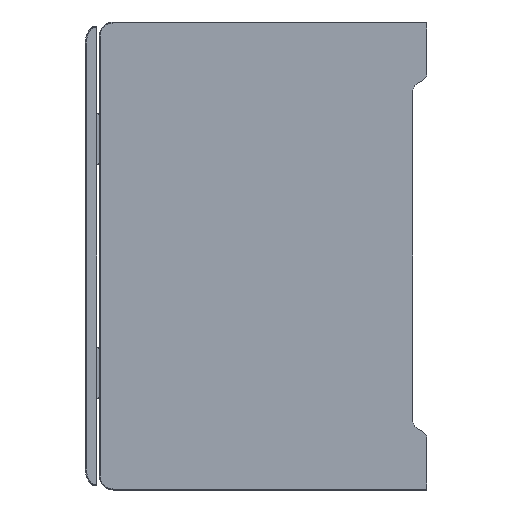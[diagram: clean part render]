
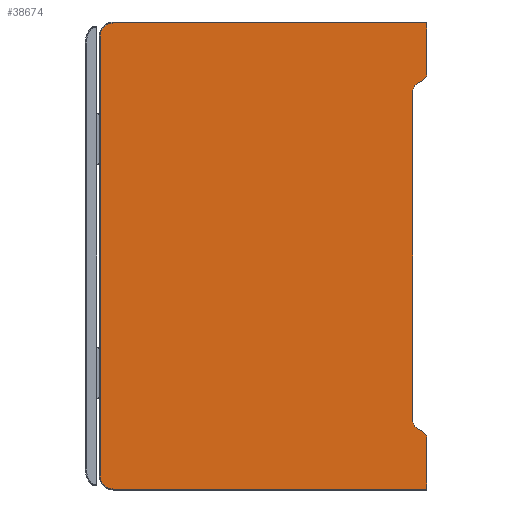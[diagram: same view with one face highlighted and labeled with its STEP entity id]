
A CAD part, left-side view. The second image highlights one B-rep face of the part: STEP entity #38674.
In plain terms, the highlighted planar face has unit normal (-1, 0, 0).
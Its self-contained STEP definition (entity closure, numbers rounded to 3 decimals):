
#5912=DIRECTION('',(0.,0.866,0.5));
#5913=VECTOR('',#5912,1.309);
#5914=CARTESIAN_POINT('',(-138.,0.866,-37.5));
#5915=LINE('',#5914,#5913);
#5916=CARTESIAN_POINT('',(-138.,1.732,-39.));
#5917=DIRECTION('',(1.,0.,0.));
#5918=DIRECTION('',(0.,-0.5,0.866));
#5919=AXIS2_PLACEMENT_3D('',#5916,#5917,#5918);
#5921=DIRECTION('',(0.,0.,-1.));
#5922=VECTOR('',#5921,10.8);
#5923=CARTESIAN_POINT('',(-138.,0.,-39.));
#5924=LINE('',#5923,#5922);
#5925=DIRECTION('',(0.,1.,0.));
#5926=VECTOR('',#5925,67.);
#5927=CARTESIAN_POINT('',(-138.,0.,-49.8));
#5928=LINE('',#5927,#5926);
#5929=CARTESIAN_POINT('',(-138.,67.,-47.));
#5930=DIRECTION('',(1.,0.,0.));
#5931=DIRECTION('',(0.,0.,-1.));
#5932=AXIS2_PLACEMENT_3D('',#5929,#5930,#5931);
#5934=DIRECTION('',(0.,0.,1.));
#5935=VECTOR('',#5934,94.);
#5936=CARTESIAN_POINT('',(-138.,69.8,-47.));
#5937=LINE('',#5936,#5935);
#5938=CARTESIAN_POINT('',(-138.,67.,47.));
#5939=DIRECTION('',(1.,0.,0.));
#5940=DIRECTION('',(0.,1.,0.));
#5941=AXIS2_PLACEMENT_3D('',#5938,#5939,#5940);
#5943=DIRECTION('',(0.,-1.,0.));
#5944=VECTOR('',#5943,67.);
#5945=CARTESIAN_POINT('',(-138.,67.,49.8));
#5946=LINE('',#5945,#5944);
#5947=DIRECTION('',(0.,0.,-1.));
#5948=VECTOR('',#5947,10.8);
#5949=CARTESIAN_POINT('',(-138.,0.,49.8));
#5950=LINE('',#5949,#5948);
#5951=CARTESIAN_POINT('',(-138.,1.732,39.));
#5952=DIRECTION('',(1.,0.,0.));
#5953=DIRECTION('',(0.,-1.,0.));
#5954=AXIS2_PLACEMENT_3D('',#5951,#5952,#5953);
#5956=DIRECTION('',(0.,-0.866,0.5));
#5957=VECTOR('',#5956,1.309);
#5958=CARTESIAN_POINT('',(-138.,2.,36.845));
#5959=LINE('',#5958,#5957);
#5960=CARTESIAN_POINT('',(-138.,1.,35.113));
#5961=DIRECTION('',(1.,0.,0.));
#5962=DIRECTION('',(0.,1.,0.));
#5963=AXIS2_PLACEMENT_3D('',#5960,#5961,#5962);
#5965=DIRECTION('',(0.,0.,1.));
#5966=VECTOR('',#5965,70.226);
#5967=CARTESIAN_POINT('',(-138.,3.,-35.113));
#5968=LINE('',#5967,#5966);
#5969=CARTESIAN_POINT('',(-138.,1.,-35.113));
#5970=DIRECTION('',(1.,0.,0.));
#5971=DIRECTION('',(0.,0.5,-0.866));
#5972=AXIS2_PLACEMENT_3D('',#5969,#5970,#5971);
#25436=CARTESIAN_POINT('',(-138.,0.,49.8));
#25438=VERTEX_POINT('',#25436);
#25439=CARTESIAN_POINT('',(-138.,67.,49.8));
#25440=VERTEX_POINT('',#25439);
#25445=CARTESIAN_POINT('',(-138.,69.8,47.));
#25446=VERTEX_POINT('',#25445);
#25449=CARTESIAN_POINT('',(-138.,69.8,-47.));
#25450=VERTEX_POINT('',#25449);
#25453=CARTESIAN_POINT('',(-138.,67.,-49.8));
#25454=VERTEX_POINT('',#25453);
#25455=CARTESIAN_POINT('',(-138.,0.,-49.8));
#25457=VERTEX_POINT('',#25455);
#26199=CARTESIAN_POINT('',(-138.,0.866,-37.5));
#26200=CARTESIAN_POINT('',(-138.,2.,-36.845));
#26201=VERTEX_POINT('',#26199);
#26202=VERTEX_POINT('',#26200);
#26203=CARTESIAN_POINT('',(-138.,3.,-35.113));
#26204=VERTEX_POINT('',#26203);
#26205=CARTESIAN_POINT('',(-138.,3.,35.113));
#26206=VERTEX_POINT('',#26205);
#26207=CARTESIAN_POINT('',(-138.,2.,36.845));
#26208=VERTEX_POINT('',#26207);
#26209=CARTESIAN_POINT('',(-138.,0.866,37.5));
#26210=VERTEX_POINT('',#26209);
#26211=CARTESIAN_POINT('',(-138.,0.,39.));
#26212=VERTEX_POINT('',#26211);
#26213=CARTESIAN_POINT('',(-138.,0.,-39.));
#26214=VERTEX_POINT('',#26213);
#38646=CARTESIAN_POINT('',(-138.,0.,-50.));
#38647=DIRECTION('',(-1.,0.,0.));
#38648=DIRECTION('',(0.,0.,1.));
#38649=AXIS2_PLACEMENT_3D('',#38646,#38647,#38648);
#38650=PLANE('',#38649);
#38651=ORIENTED_EDGE('',*,*,#38574,.F.);
#38653=ORIENTED_EDGE('',*,*,#38652,.T.);
#38655=ORIENTED_EDGE('',*,*,#38654,.T.);
#38657=ORIENTED_EDGE('',*,*,#38656,.T.);
#38659=ORIENTED_EDGE('',*,*,#38658,.T.);
#38661=ORIENTED_EDGE('',*,*,#38660,.T.);
#38662=ORIENTED_EDGE('',*,*,#38441,.T.);
#38663=ORIENTED_EDGE('',*,*,#38462,.T.);
#38664=ORIENTED_EDGE('',*,*,#38483,.T.);
#38665=ORIENTED_EDGE('',*,*,#38511,.T.);
#38667=ORIENTED_EDGE('',*,*,#38666,.F.);
#38669=ORIENTED_EDGE('',*,*,#38668,.F.);
#38670=ORIENTED_EDGE('',*,*,#38613,.F.);
#38671=ORIENTED_EDGE('',*,*,#38595,.F.);
#38672=EDGE_LOOP('',(#38651,#38653,#38655,#38657,#38659,#38661,#38662,#38663,
#38664,#38665,#38667,#38669,#38670,#38671));
#38673=FACE_OUTER_BOUND('',#38672,.F.);
#38674=ADVANCED_FACE('',(#38673),#38650,.T.);
#5920=CIRCLE('',#5919,1.732);
#5933=CIRCLE('',#5932,2.8);
#5942=CIRCLE('',#5941,2.8);
#5955=CIRCLE('',#5954,1.732);
#5964=CIRCLE('',#5963,2.);
#5973=CIRCLE('',#5972,2.);
#38441=EDGE_CURVE('',#25446,#25440,#5942,.T.);
#38462=EDGE_CURVE('',#25440,#25438,#5946,.T.);
#38483=EDGE_CURVE('',#25438,#26212,#5950,.T.);
#38511=EDGE_CURVE('',#26212,#26210,#5955,.T.);
#38574=EDGE_CURVE('',#26201,#26202,#5915,.T.);
#38595=EDGE_CURVE('',#26202,#26204,#5973,.T.);
#38613=EDGE_CURVE('',#26204,#26206,#5968,.T.);
#38652=EDGE_CURVE('',#26201,#26214,#5920,.T.);
#38654=EDGE_CURVE('',#26214,#25457,#5924,.T.);
#38656=EDGE_CURVE('',#25457,#25454,#5928,.T.);
#38658=EDGE_CURVE('',#25454,#25450,#5933,.T.);
#38660=EDGE_CURVE('',#25450,#25446,#5937,.T.);
#38666=EDGE_CURVE('',#26208,#26210,#5959,.T.);
#38668=EDGE_CURVE('',#26206,#26208,#5964,.T.);
